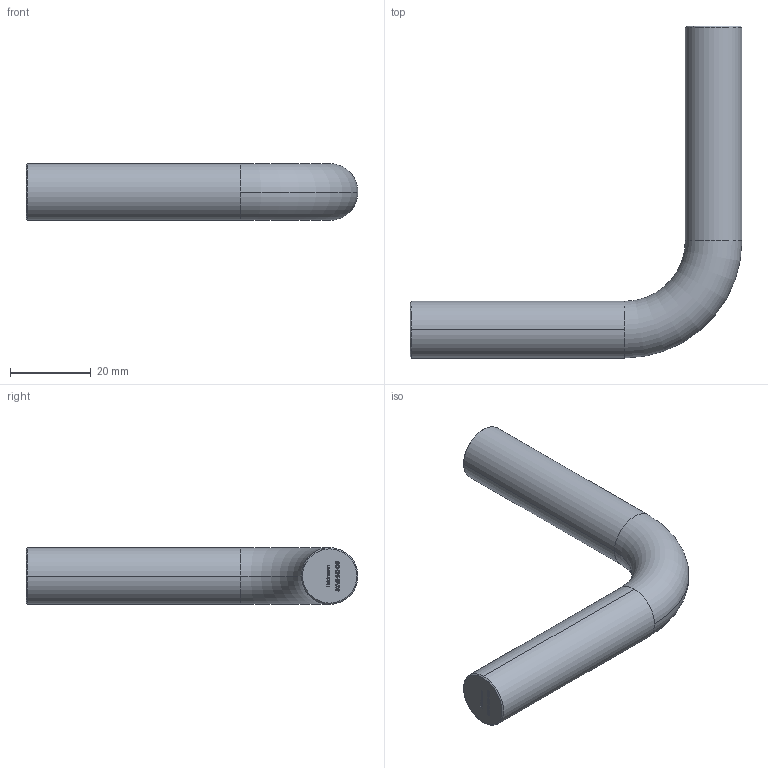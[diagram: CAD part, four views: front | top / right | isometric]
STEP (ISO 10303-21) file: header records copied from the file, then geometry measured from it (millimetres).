
FILE_DESCRIPTION (( 'STEP AP203' ), '1' );
FILE_NAME ('50248-240-OG.STEP', '2020-09-23T11:18:24', ( '' ), ( '' ), 'SwSTEP 2.0', 'SolidWorks 2018', '' );
FILE_SCHEMA (( 'CONFIG_CONTROL_DESIGN' ));
Length unit declared in the file: millimetre
Products named in the file (2): 50248-240-OG
Bounding box: 82 x 82 x 14 mm (x, y, z)
Volume: 21632 mm3; surface area: 6509.2 mm2
Topology: 1 solids, 1 shells, 272 faces, 716 edges, 476 vertices
Faces by surface type: plane 142, bspline 120, cone 4, cylinder 4, torus 2
Entity records: 15549 total; most frequent: CARTESIAN_POINT 9474, ORIENTED_EDGE 1432, DIRECTION 802, EDGE_CURVE 716, VERTEX_POINT 476, VECTOR 458, LINE 458, EDGE_LOOP 302
